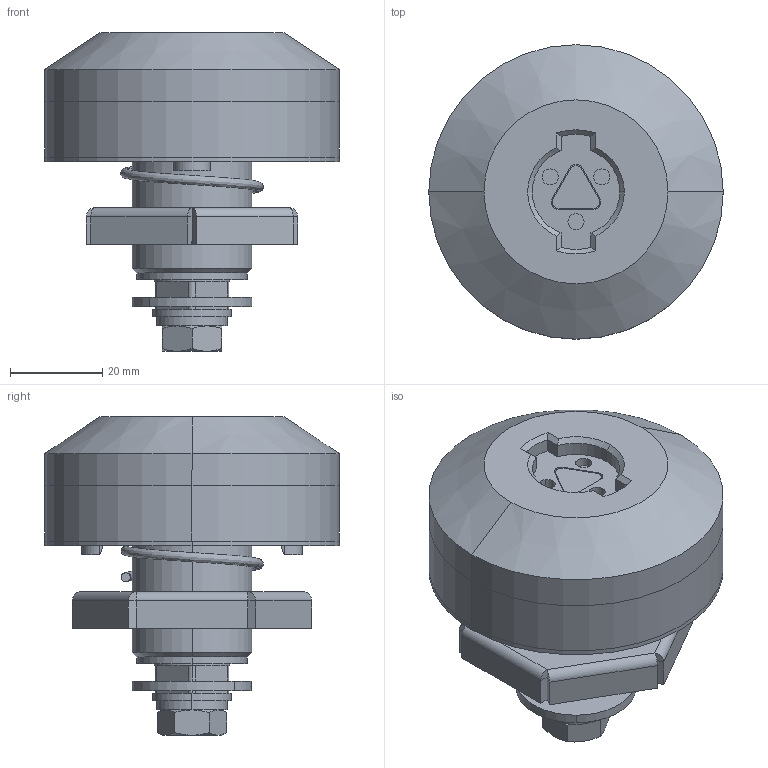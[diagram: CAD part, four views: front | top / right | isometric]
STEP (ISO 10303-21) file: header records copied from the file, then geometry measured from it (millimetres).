
FILE_DESCRIPTION (( 'STEP AP203' ), '1' );
FILE_NAME ('A-1326-2.STEP', '2019-12-04T05:44:58', ( '' ), ( '' ), 'SwSTEP 2.0', 'SolidWorks 2014', '' );
FILE_SCHEMA (( 'CONFIG_CONTROL_DESIGN' ));
Length unit declared in the file: millimetre
Products named in the file (12): A-1326-2_ハウジング_; A-1326-2_シャッター_; A-1326-2_受座_; A-1326-2; A-1326-2_シャフト_; A-1326-2_六角ナット_; A-1326-2_六角ボルト_内径基準ver1.03__M8x14十字穴付六角ボルト(SUS)ダブルセムス(P3); A-1326-2_六角穴付ボルト_内径基準ver1.01__M4x12六角穴付ボルト(SUS); A-1326-2_防水パッキン_; A-1326-2_角ワッシャー_; A-1326-2_スペーサー_; A-1326-2_リングワッシャー_
Assembly tree (13 placements, depth 2):
  A-1326-2
    A-1326-2_ハウジング_
    A-1326-2_受座_
    A-1326-2_シャフト_
    A-1326-2_シャッター_
    A-1326-2_スペーサー_
    A-1326-2_六角穴付ボルト_内径基準ver1.01__M4x12六角穴付ボルト(SUS)  x3
    A-1326-2_防水パッキン_
    A-1326-2_六角ナット_
    A-1326-2_角ワッシャー_
    A-1326-2_リングワッシャー_
    A-1326-2_六角ボルト_内径基準ver1.03__M8x14十字穴付六角ボルト(SUS)ダブルセムス(P3)
Bounding box: 64 x 64 x 69.2 mm (x, y, z)
Volume: 91268 mm3; surface area: 43064.8 mm2
Topology: 13 solids, 13 shells, 381 faces, 851 edges, 530 vertices
Faces by surface type: plane 188, cylinder 140, cone 51, bspline 2
Entity records: 11540 total; most frequent: CARTESIAN_POINT 2332, DIRECTION 1746, ORIENTED_EDGE 1546, EDGE_CURVE 773, AXIS2_PLACEMENT_3D 664, VERTEX_POINT 482, LINE 418, VECTOR 418
